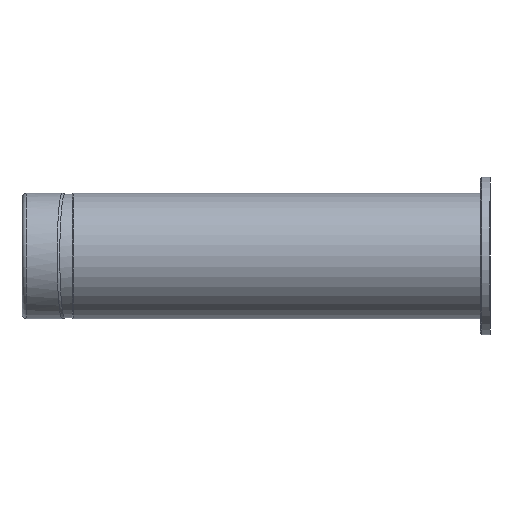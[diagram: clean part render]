
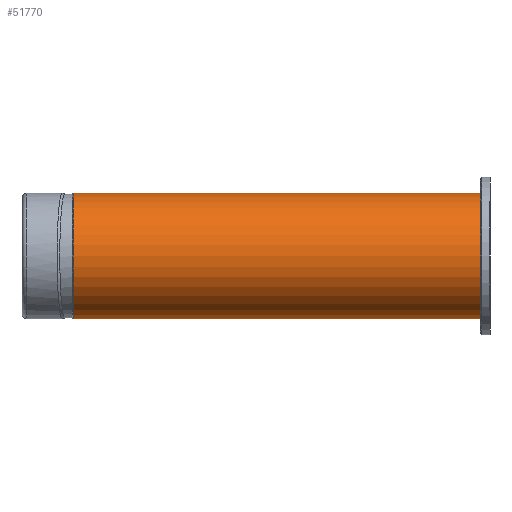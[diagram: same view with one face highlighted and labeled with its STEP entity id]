
A CAD part, left-side view. The second image highlights one B-rep face of the part: STEP entity #51770.
In plain terms, the highlighted cylindrical face has radius 19.5 mm (diameter 39 mm), a partial arc.
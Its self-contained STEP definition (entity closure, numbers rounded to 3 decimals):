
#3385 = ORIENTED_EDGE ( 'NONE', *, *, #41628, .T. ) ;
#3658 = EDGE_CURVE ( 'NONE', #15930, #9422, #25810, .T. ) ;
#3752 = CARTESIAN_POINT ( 'NONE',  ( 0., 0., -19.5 ) ) ;
#6287 = ORIENTED_EDGE ( 'NONE', *, *, #22976, .F. ) ;
#6714 = VERTEX_POINT ( 'NONE', #35775 ) ;
#7834 = CARTESIAN_POINT ( 'NONE',  ( 0., 129.5, 19.5 ) ) ;
#8848 = CYLINDRICAL_SURFACE ( 'NONE', #46210, 19.5 ) ;
#9422 = VERTEX_POINT ( 'NONE', #10412 ) ;
#10412 = CARTESIAN_POINT ( 'NONE',  ( 0., 3., 19.5 ) ) ;
#12692 = AXIS2_PLACEMENT_3D ( 'NONE', #47591, #22440, #34763 ) ;
#15373 = VERTEX_POINT ( 'NONE', #7834 ) ;
#15705 = CARTESIAN_POINT ( 'NONE',  ( 0., 3., -19.5 ) ) ;
#15930 = VERTEX_POINT ( 'NONE', #15705 ) ;
#19925 = EDGE_LOOP ( 'NONE', ( #6287, #39055, #3385, #42891 ) ) ;
#20704 = VECTOR ( 'NONE', #33070, 1000. ) ;
#22440 = DIRECTION ( 'NONE',  ( 0., 1., 0. ) ) ;
#22976 = EDGE_CURVE ( 'NONE', #15373, #9422, #49856, .T. ) ;
#23327 = DIRECTION ( 'NONE',  ( 0., -1., 0. ) ) ;
#25810 = CIRCLE ( 'NONE', #12692, 19.5 ) ;
#26067 = DIRECTION ( 'NONE',  ( 0., 0., -1. ) ) ;
#26829 = VECTOR ( 'NONE', #27536, 1000. ) ;
#27267 = LINE ( 'NONE', #3752, #20704 ) ;
#27536 = DIRECTION ( 'NONE',  ( 0., -1., 0. ) ) ;
#28473 = EDGE_CURVE ( 'NONE', #15373, #6714, #48269, .T. ) ;
#33070 = DIRECTION ( 'NONE',  ( 0., -1., 0. ) ) ;
#34763 = DIRECTION ( 'NONE',  ( 0., 0., 1. ) ) ;
#34871 = CARTESIAN_POINT ( 'NONE',  ( 0., 0., 0. ) ) ;
#35775 = CARTESIAN_POINT ( 'NONE',  ( 0., 129.5, -19.5 ) ) ;
#35833 = CARTESIAN_POINT ( 'NONE',  ( 0., 129.5, 0. ) ) ;
#38978 = CARTESIAN_POINT ( 'NONE',  ( 0., 0., 19.5 ) ) ;
#39055 = ORIENTED_EDGE ( 'NONE', *, *, #28473, .T. ) ;
#39113 = FACE_OUTER_BOUND ( 'NONE', #19925, .T. ) ;
#40208 = DIRECTION ( 'NONE',  ( 0., 0., -1. ) ) ;
#41388 = AXIS2_PLACEMENT_3D ( 'NONE', #35833, #23327, #40208 ) ;
#41628 = EDGE_CURVE ( 'NONE', #6714, #15930, #27267, .T. ) ;
#42891 = ORIENTED_EDGE ( 'NONE', *, *, #3658, .T. ) ;
#46210 = AXIS2_PLACEMENT_3D ( 'NONE', #34871, #47334, #26067 ) ;
#47334 = DIRECTION ( 'NONE',  ( 0., -1., 0. ) ) ;
#47591 = CARTESIAN_POINT ( 'NONE',  ( 0., 3., 0. ) ) ;
#48269 = CIRCLE ( 'NONE', #41388, 19.5 ) ;
#49856 = LINE ( 'NONE', #38978, #26829 ) ;
#51770 = ADVANCED_FACE ( 'NONE', ( #39113 ), #8848, .T. ) ;
